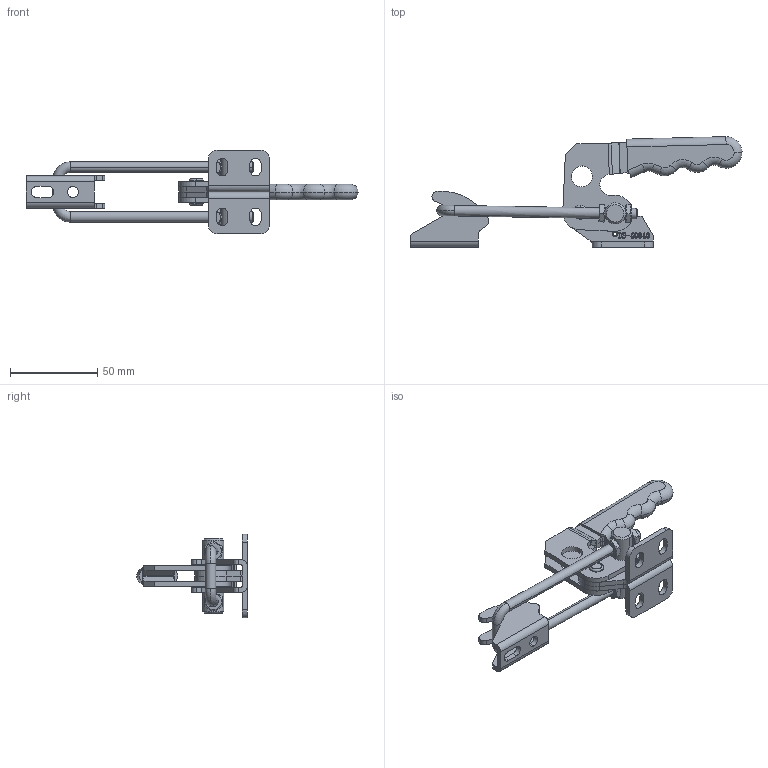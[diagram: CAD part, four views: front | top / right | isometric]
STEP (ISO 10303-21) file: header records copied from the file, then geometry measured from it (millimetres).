
FILE_DESCRIPTION (( 'STEP AP203' ), '1' );
FILE_NAME ('HS-40840 .STEP', '2021-10-13T03:46:15', ( '微软用户' ), ( '微软中国' ), 'SwSTEP 2.0', 'SolidWorks 2012', '' );
FILE_SCHEMA (( 'CONFIG_CONTROL_DESIGN' ));
Length unit declared in the file: millimetre
Products named in the file (11): HS-40840 ; spring pin slotted heavy duty1 gb_GB_PARALLEL_PINS_TYPE6 3X16; hex thin nuts-grades ab-chamfered gb_GB_FASTENER_NUT_STNAB M6-N; 挴裝; 种粣; 种; 忒梟酘; 忒梟衵; 忒參; 縐諶; 菁釱
Assembly tree (13 placements, depth 2):
  HS-40840 
    菁釱
    縐諶
    忒參
    忒梟衵
    忒梟酘
    种
    种粣
    挴裝
    hex thin nuts-grades ab-chamfered gb_GB_FASTENER_NUT_STNAB M6-N  x4
    spring pin slotted heavy duty1 gb_GB_PARALLEL_PINS_TYPE6 3X16
Bounding box: 189.84 x 63.25 x 48 mm (x, y, z)
Volume: 45283.7 mm3; surface area: 31706.3 mm2
Topology: 14 solids, 14 shells, 650 faces, 1706 edges, 1109 vertices
Faces by surface type: plane 331, cylinder 130, bspline 121, cone 46, torus 22
Entity records: 26012 total; most frequent: CARTESIAN_POINT 10470, ORIENTED_EDGE 3172, DIRECTION 2605, EDGE_CURVE 1586, VERTEX_POINT 1037, LINE 989, VECTOR 989, AXIS2_PLACEMENT_3D 808
